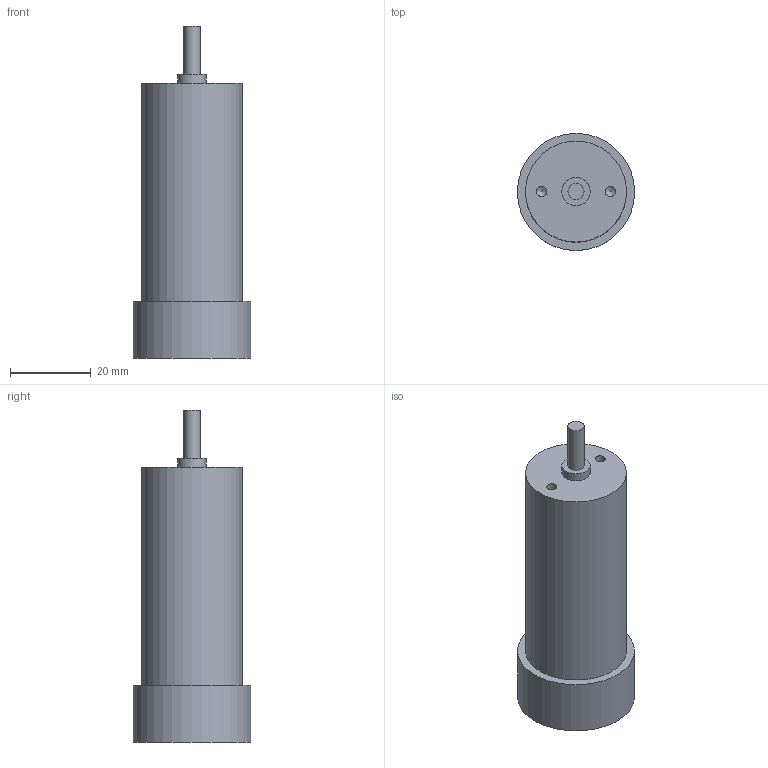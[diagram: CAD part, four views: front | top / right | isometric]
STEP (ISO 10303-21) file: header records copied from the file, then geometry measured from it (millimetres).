
FILE_DESCRIPTION(/* description */ (''),/* implementation_level */ '2;1');
FILE_NAME(/* name */ 'tank_chassis_motor v6.step',/* time_stamp */ '2023-07-15T17:58:15+01:00',/* author */ (''),/* organization */ (''),/* preprocessor_version */ 'ST-DEVELOPER v19.2',/* originating_system */ 'Autodesk Translation Framework v12.6.0.85',/* authorisation */ '');
FILE_SCHEMA (('AUTOMOTIVE_DESIGN { 1 0 10303 214 3 1 1 }'));
Length unit declared in the file: millimetre
Products named in the file (1): tank_chassis_motor
Bounding box: 29 x 29 x 82.2 mm (x, y, z)
Volume: 35899.1 mm3; surface area: 7179.9 mm2
Topology: 1 solids, 1 shells, 13 faces, 22 edges, 14 vertices
Faces by surface type: cylinder 6, plane 5, cone 2
Full cylindrical faces by diameter (mm): 2.5 x2, 4 x1, 7 x1, 25 x1, 29 x1
Entity records: 360 total; most frequent: DIRECTION 60, CARTESIAN_POINT 48, ORIENTED_EDGE 40, AXIS2_PLACEMENT_3D 26, EDGE_CURVE 20, EDGE_LOOP 18, VERTEX_POINT 14, FACE_OUTER_BOUND 13
